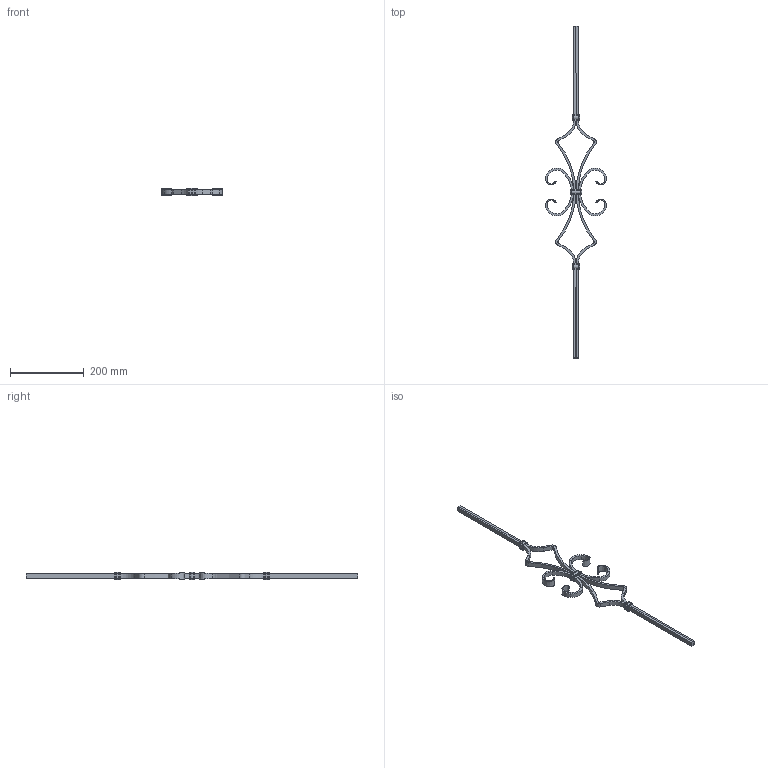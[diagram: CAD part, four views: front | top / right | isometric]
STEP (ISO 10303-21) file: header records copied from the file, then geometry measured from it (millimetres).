
FILE_DESCRIPTION (( 'STEP AP203' ), '1' );
FILE_NAME ('1275.STEP', '2022-08-18T13:50:07', ( '' ), ( '' ), 'SwSTEP 2.0', 'SolidWorks 2018', '' );
FILE_SCHEMA (( 'CONFIG_CONTROL_DESIGN' ));
Length unit declared in the file: millimetre
Products named in the file (1): 1275
Bounding box: 165 x 900 x 21.27 mm (x, y, z)
Volume: 190623.8 mm3; surface area: 101764.7 mm2
Topology: 5 solids, 5 shells, 762 faces, 1718 edges, 972 vertices
Faces by surface type: plane 341, cylinder 207, torus 108, bspline 106
Entity records: 26134 total; most frequent: CARTESIAN_POINT 9687, ORIENTED_EDGE 3436, DIRECTION 3303, EDGE_CURVE 1718, AXIS2_PLACEMENT_3D 1164, VECTOR 975, LINE 975, VERTEX_POINT 972
